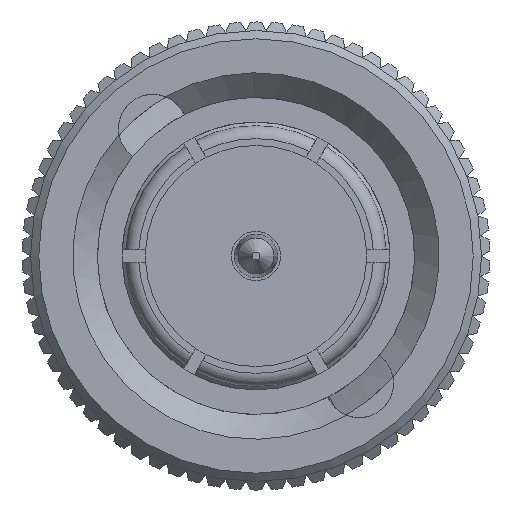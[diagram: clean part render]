
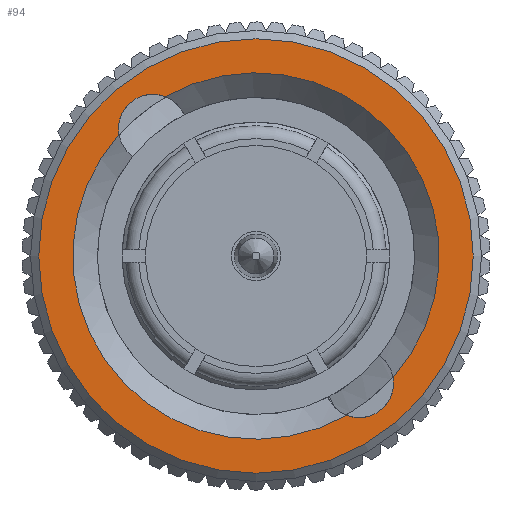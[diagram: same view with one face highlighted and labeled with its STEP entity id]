
A CAD part, left-side view. The second image highlights one B-rep face of the part: STEP entity #94.
In plain terms, the highlighted planar face has unit normal (-1, 0, 0).
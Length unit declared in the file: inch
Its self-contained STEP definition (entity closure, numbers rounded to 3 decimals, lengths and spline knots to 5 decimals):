
#66 = CARTESIAN_POINT ( 'NONE',  ( 0., 0.16722, 0.14829 ) ) ;
#94 = ADVANCED_FACE ( 'NONE', ( #9802, #8779 ), #576, .F. ) ;
#472 = ORIENTED_EDGE ( 'NONE', *, *, #10061, .T. ) ;
#552 = CARTESIAN_POINT ( 'NONE',  ( 0., -0.12592, -0.15539 ) ) ;
#576 = PLANE ( 'NONE',  #5396 ) ;
#599 = VERTEX_POINT ( 'NONE', #66 ) ;
#1114 = ORIENTED_EDGE ( 'NONE', *, *, #2941, .T. ) ;
#1117 = DIRECTION ( 'NONE',  ( -1., 0., 0. ) ) ;
#1169 = CARTESIAN_POINT ( 'NONE',  ( 0., 0., 0. ) ) ;
#1586 = CARTESIAN_POINT ( 'NONE',  ( 0., 0., 0. ) ) ;
#1794 = CARTESIAN_POINT ( 'NONE',  ( 0., 0.11042, 0.19432 ) ) ;
#1839 = EDGE_CURVE ( 'NONE', #11602, #3751, #7613, .T. ) ;
#2390 = DIRECTION ( 'NONE',  ( -1., 0., 0. ) ) ;
#2509 = DIRECTION ( 'NONE',  ( -1., 0., 0. ) ) ;
#2839 = ORIENTED_EDGE ( 'NONE', *, *, #4512, .F. ) ;
#2941 = EDGE_CURVE ( 'NONE', #11602, #599, #5815, .T. ) ;
#3201 = AXIS2_PLACEMENT_3D ( 'NONE', #10621, #2390, #9701 ) ;
#3751 = VERTEX_POINT ( 'NONE', #11238 ) ;
#4047 = DIRECTION ( 'NONE',  ( 1., 0., 0. ) ) ;
#4512 = EDGE_CURVE ( 'NONE', #11082, #599, #9313, .T. ) ;
#4715 = CARTESIAN_POINT ( 'NONE',  ( 0., 0.12592, 0.15539 ) ) ;
#4750 = CARTESIAN_POINT ( 'NONE',  ( 0., 0., -0.265 ) ) ;
#5245 = DIRECTION ( 'NONE',  ( 1., 0., 0. ) ) ;
#5297 = EDGE_CURVE ( 'NONE', #5648, #5648, #8355, .T. ) ;
#5396 = AXIS2_PLACEMENT_3D ( 'NONE', #1586, #5245, #11853 ) ;
#5648 = VERTEX_POINT ( 'NONE', #4750 ) ;
#5733 = DIRECTION ( 'NONE',  ( 0., 0., -1. ) ) ;
#5815 = CIRCLE ( 'NONE', #9071, 0.2235 ) ;
#6573 = ORIENTED_EDGE ( 'NONE', *, *, #5297, .T. ) ;
#7286 = CARTESIAN_POINT ( 'NONE',  ( 0., 0., 0. ) ) ;
#7613 = CIRCLE ( 'NONE', #7994, 0.0419 ) ;
#7994 = AXIS2_PLACEMENT_3D ( 'NONE', #552, #2509, #11705 ) ;
#8100 = EDGE_LOOP ( 'NONE', ( #9990, #1114, #2839, #472 ) ) ;
#8355 = CIRCLE ( 'NONE', #3201, 0.265 ) ;
#8545 = DIRECTION ( 'NONE',  ( 1., 0., 0. ) ) ;
#8667 = AXIS2_PLACEMENT_3D ( 'NONE', #7286, #8545, #10486 ) ;
#8779 = FACE_OUTER_BOUND ( 'NONE', #9273, .T. ) ;
#8937 = AXIS2_PLACEMENT_3D ( 'NONE', #4715, #1117, #11214 ) ;
#9071 = AXIS2_PLACEMENT_3D ( 'NONE', #1169, #4047, #5733 ) ;
#9273 = EDGE_LOOP ( 'NONE', ( #6573 ) ) ;
#9313 = CIRCLE ( 'NONE', #8937, 0.0419 ) ;
#9701 = DIRECTION ( 'NONE',  ( 0., 0., -1. ) ) ;
#9802 = FACE_BOUND ( 'NONE', #8100, .T. ) ;
#9990 = ORIENTED_EDGE ( 'NONE', *, *, #1839, .F. ) ;
#10061 = EDGE_CURVE ( 'NONE', #11082, #3751, #10611, .T. ) ;
#10486 = DIRECTION ( 'NONE',  ( 0., 0., -1. ) ) ;
#10611 = CIRCLE ( 'NONE', #8667, 0.2235 ) ;
#10621 = CARTESIAN_POINT ( 'NONE',  ( 0., 0., 0. ) ) ;
#11082 = VERTEX_POINT ( 'NONE', #1794 ) ;
#11214 = DIRECTION ( 'NONE',  ( 0., 0., -1. ) ) ;
#11215 = CARTESIAN_POINT ( 'NONE',  ( 0., -0.11042, -0.19432 ) ) ;
#11238 = CARTESIAN_POINT ( 'NONE',  ( 0., -0.16722, -0.14829 ) ) ;
#11602 = VERTEX_POINT ( 'NONE', #11215 ) ;
#11705 = DIRECTION ( 'NONE',  ( 0., 0., -1. ) ) ;
#11853 = DIRECTION ( 'NONE',  ( 0., 1., 0. ) ) ;
